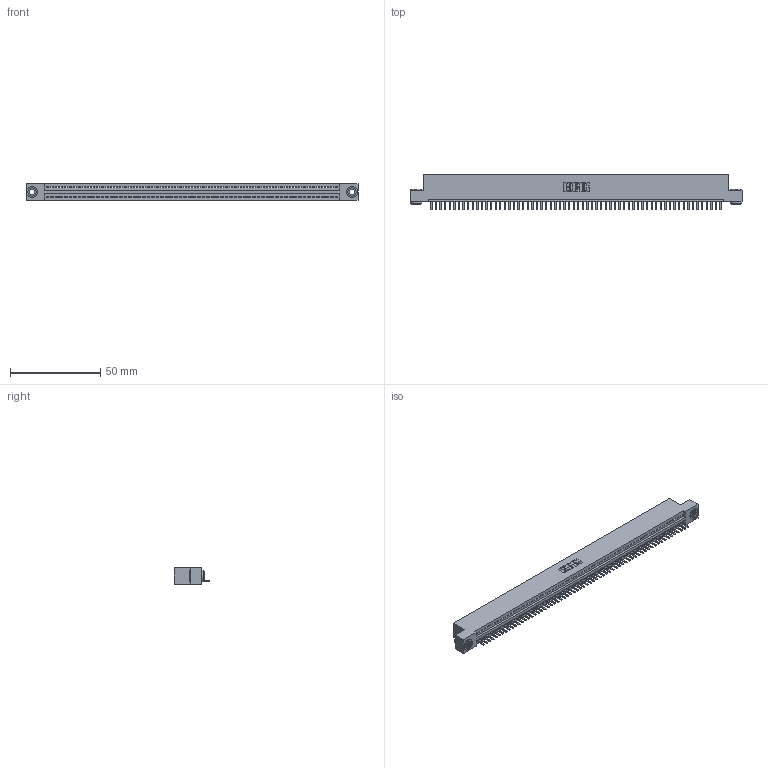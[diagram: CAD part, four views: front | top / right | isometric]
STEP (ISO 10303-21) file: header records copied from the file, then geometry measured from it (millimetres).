
FILE_DESCRIPTION (( 'STEP AP203' ), '1' );
FILE_NAME ('395-064-520-103.STEP', '2018-11-24T11:17:18', ( '' ), ( '' ), 'SwSTEP 2.0', 'SolidWorks 2016', '' );
FILE_SCHEMA (( 'CONFIG_CONTROL_DESIGN' ));
Length unit declared in the file: inch
Products named in the file (4): 345-250-002_345-250-002-102; 345 Part_Flush Mounting Lugs - 0.156 Dia-TH; 345-292-001_345-293-120; 395-064-520-103
Assembly tree (67 placements, depth 2):
  395-064-520-103
    345 Part_Flush Mounting Lugs - 0.156 Dia-TH
    345-292-001_345-293-120  x64
    345-250-002_345-250-002-102  x2
Bounding box: 183.77 x 19.68 x 9.4 mm (x, y, z)
Volume: 17470.1 mm3; surface area: 23127.4 mm2
Topology: 67 solids, 67 shells, 4132 faces, 12193 edges, 7954 vertices
Faces by surface type: plane 2778, cylinder 1346, cone 8
Entity records: 45970 total; most frequent: CARTESIAN_POINT 7951, ORIENTED_EDGE 7930, DIRECTION 6931, EDGE_CURVE 3965, LINE 3549, VECTOR 3549, VERTEX_POINT 2638, AXIS2_PLACEMENT_3D 1691
